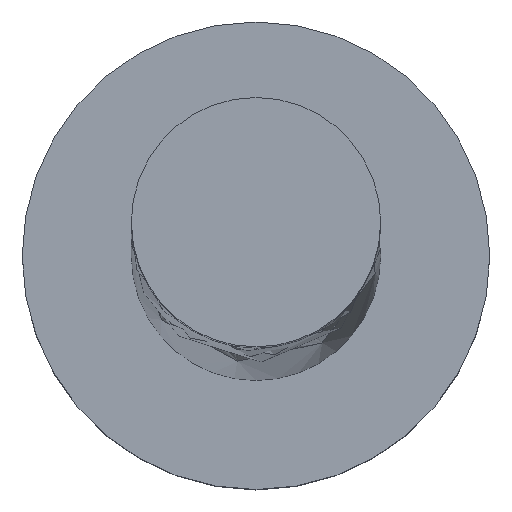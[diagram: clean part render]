
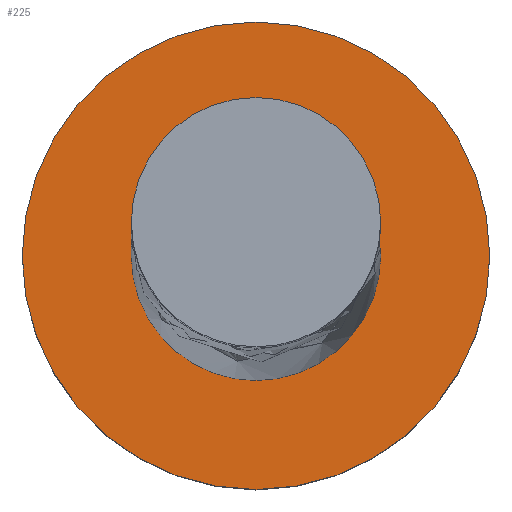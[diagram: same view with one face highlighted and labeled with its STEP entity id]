
A CAD part, top view. The second image highlights one B-rep face of the part: STEP entity #225.
In plain terms, the highlighted planar face has unit normal (0, 0, 1).
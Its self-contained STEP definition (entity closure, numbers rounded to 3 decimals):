
#12 = ORIENTED_EDGE ( 'NONE', *, *, #1171, .F. ) ;
#18 = EDGE_CURVE ( 'NONE', #972, #1190, #313, .T. ) ;
#65 = DIRECTION ( 'NONE',  ( 1., 0., 0. ) ) ;
#181 = FACE_BOUND ( 'NONE', #681, .T. ) ;
#225 = ADVANCED_FACE ( 'NONE', ( #181, #620 ), #1298, .T. ) ;
#264 = CARTESIAN_POINT ( 'NONE',  ( -0.8, 0., 1.5 ) ) ;
#274 = AXIS2_PLACEMENT_3D ( 'NONE', #967, #635, #65 ) ;
#275 = AXIS2_PLACEMENT_3D ( 'NONE', #545, #325, #914 ) ;
#293 = AXIS2_PLACEMENT_3D ( 'NONE', #1451, #559, #435 ) ;
#313 = CIRCLE ( 'NONE', #1287, 1.5 ) ;
#325 = DIRECTION ( 'NONE',  ( 0., 0., 1. ) ) ;
#370 = DIRECTION ( 'NONE',  ( 1., 0., 0. ) ) ;
#435 = DIRECTION ( 'NONE',  ( 1., 0., 0. ) ) ;
#545 = CARTESIAN_POINT ( 'NONE',  ( 0., 0., 1.5 ) ) ;
#559 = DIRECTION ( 'NONE',  ( 0., 0., 1. ) ) ;
#580 = CARTESIAN_POINT ( 'NONE',  ( 1.5, 0., 1.5 ) ) ;
#618 = ORIENTED_EDGE ( 'NONE', *, *, #1023, .T. ) ;
#620 = FACE_OUTER_BOUND ( 'NONE', #998, .T. ) ;
#635 = DIRECTION ( 'NONE',  ( 0., 0., 1. ) ) ;
#644 = EDGE_CURVE ( 'NONE', #797, #724, #943, .T. ) ;
#681 = EDGE_LOOP ( 'NONE', ( #1140, #12 ) ) ;
#724 = VERTEX_POINT ( 'NONE', #1388 ) ;
#794 = AXIS2_PLACEMENT_3D ( 'NONE', #1041, #1085, #1307 ) ;
#797 = VERTEX_POINT ( 'NONE', #264 ) ;
#914 = DIRECTION ( 'NONE',  ( 1., 0., 0. ) ) ;
#943 = CIRCLE ( 'NONE', #293, 0.8 ) ;
#967 = CARTESIAN_POINT ( 'NONE',  ( 0., 0., 1.5 ) ) ;
#972 = VERTEX_POINT ( 'NONE', #580 ) ;
#998 = EDGE_LOOP ( 'NONE', ( #618, #1441 ) ) ;
#1023 = EDGE_CURVE ( 'NONE', #1190, #972, #1247, .T. ) ;
#1041 = CARTESIAN_POINT ( 'NONE',  ( 0., 0., 1.5 ) ) ;
#1053 = DIRECTION ( 'NONE',  ( 0., 0., 1. ) ) ;
#1085 = DIRECTION ( 'NONE',  ( 0., 0., 1. ) ) ;
#1140 = ORIENTED_EDGE ( 'NONE', *, *, #644, .F. ) ;
#1171 = EDGE_CURVE ( 'NONE', #724, #797, #1330, .T. ) ;
#1177 = CARTESIAN_POINT ( 'NONE',  ( 0., 0., 1.5 ) ) ;
#1190 = VERTEX_POINT ( 'NONE', #1218 ) ;
#1218 = CARTESIAN_POINT ( 'NONE',  ( -1.5, 0., 1.5 ) ) ;
#1247 = CIRCLE ( 'NONE', #794, 1.5 ) ;
#1287 = AXIS2_PLACEMENT_3D ( 'NONE', #1177, #1053, #370 ) ;
#1298 = PLANE ( 'NONE',  #274 ) ;
#1307 = DIRECTION ( 'NONE',  ( 1., 0., 0. ) ) ;
#1330 = CIRCLE ( 'NONE', #275, 0.8 ) ;
#1388 = CARTESIAN_POINT ( 'NONE',  ( 0.8, 0., 1.5 ) ) ;
#1441 = ORIENTED_EDGE ( 'NONE', *, *, #18, .T. ) ;
#1451 = CARTESIAN_POINT ( 'NONE',  ( 0., 0., 1.5 ) ) ;
